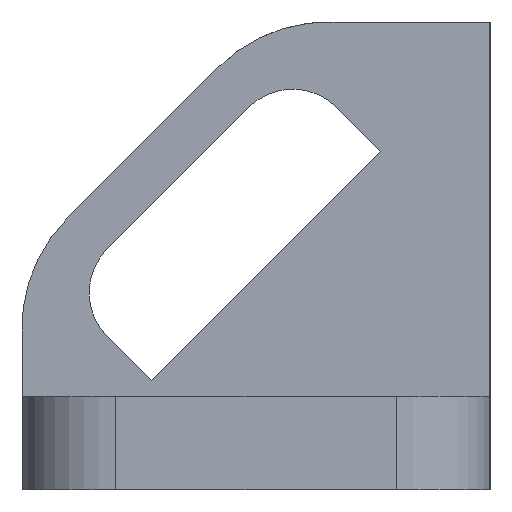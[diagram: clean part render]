
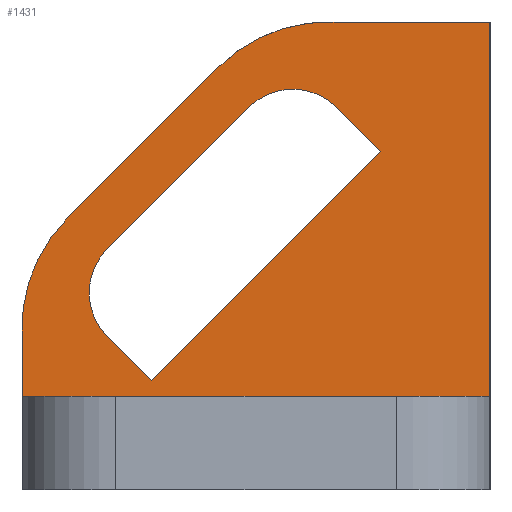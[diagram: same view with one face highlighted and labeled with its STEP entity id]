
A CAD part, left-side view. The second image highlights one B-rep face of the part: STEP entity #1431.
In plain terms, the highlighted planar face has unit normal (-1, 0, 0).
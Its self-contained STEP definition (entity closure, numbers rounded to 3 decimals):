
#17=FACE_BOUND('',#188,.T.);
#51=PLANE('',#1557);
#115=FACE_OUTER_BOUND('',#187,.T.);
#187=EDGE_LOOP('',(#1220,#1221,#1222,#1223,#1224,#1225,#1226,#1227));
#188=EDGE_LOOP('',(#1228,#1229,#1230,#1231,#1232,#1233));
#218=LINE('',#2015,#378);
#249=LINE('',#2082,#409);
#302=LINE('',#2211,#462);
#315=LINE('',#2252,#475);
#323=LINE('',#2271,#483);
#331=LINE('',#2291,#491);
#343=LINE('',#2333,#503);
#346=LINE('',#2343,#506);
#347=LINE('',#2344,#507);
#348=LINE('',#2345,#508);
#378=VECTOR('',#1604,10.);
#409=VECTOR('',#1643,10.);
#462=VECTOR('',#1772,10.);
#475=VECTOR('',#1809,10.);
#483=VECTOR('',#1829,10.);
#491=VECTOR('',#1851,10.);
#503=VECTOR('',#1897,10.);
#506=VECTOR('',#1910,10.);
#507=VECTOR('',#1911,10.);
#508=VECTOR('',#1912,10.);
#558=CIRCLE('',#1531,2.);
#559=CIRCLE('',#1533,2.);
#570=CIRCLE('',#1551,5.);
#572=CIRCLE('',#1556,5.);
#591=VERTEX_POINT('',#2012);
#592=VERTEX_POINT('',#2014);
#623=VERTEX_POINT('',#2079);
#624=VERTEX_POINT('',#2081);
#661=VERTEX_POINT('',#2208);
#662=VERTEX_POINT('',#2210);
#678=VERTEX_POINT('',#2251);
#683=VERTEX_POINT('',#2270);
#686=VERTEX_POINT('',#2281);
#687=VERTEX_POINT('',#2285);
#698=VERTEX_POINT('',#2323);
#699=VERTEX_POINT('',#2325);
#701=VERTEX_POINT('',#2331);
#703=VERTEX_POINT('',#2339);
#728=EDGE_CURVE('',#591,#592,#218,.T.);
#761=EDGE_CURVE('',#624,#623,#249,.T.);
#827=EDGE_CURVE('',#662,#661,#302,.T.);
#847=EDGE_CURVE('',#678,#661,#315,.T.);
#857=EDGE_CURVE('',#662,#683,#323,.T.);
#864=EDGE_CURVE('',#624,#686,#558,.T.);
#866=EDGE_CURVE('',#687,#591,#559,.T.);
#869=EDGE_CURVE('',#687,#686,#331,.T.);
#887=EDGE_CURVE('',#698,#699,#570,.T.);
#891=EDGE_CURVE('',#701,#698,#343,.T.);
#894=EDGE_CURVE('',#703,#701,#572,.T.);
#896=EDGE_CURVE('',#699,#678,#346,.T.);
#897=EDGE_CURVE('',#703,#683,#347,.T.);
#898=EDGE_CURVE('',#623,#592,#348,.T.);
#1220=ORIENTED_EDGE('',*,*,#857,.F.);
#1221=ORIENTED_EDGE('',*,*,#827,.T.);
#1222=ORIENTED_EDGE('',*,*,#847,.F.);
#1223=ORIENTED_EDGE('',*,*,#896,.F.);
#1224=ORIENTED_EDGE('',*,*,#887,.F.);
#1225=ORIENTED_EDGE('',*,*,#891,.F.);
#1226=ORIENTED_EDGE('',*,*,#894,.F.);
#1227=ORIENTED_EDGE('',*,*,#897,.T.);
#1228=ORIENTED_EDGE('',*,*,#866,.F.);
#1229=ORIENTED_EDGE('',*,*,#869,.T.);
#1230=ORIENTED_EDGE('',*,*,#864,.F.);
#1231=ORIENTED_EDGE('',*,*,#761,.T.);
#1232=ORIENTED_EDGE('',*,*,#898,.T.);
#1233=ORIENTED_EDGE('',*,*,#728,.F.);
#1431=ADVANCED_FACE('',(#115,#17),#51,.T.);
#1531=AXIS2_PLACEMENT_3D('',#2282,#1839,#1840);
#1533=AXIS2_PLACEMENT_3D('',#2286,#1844,#1845);
#1551=AXIS2_PLACEMENT_3D('',#2326,#1890,#1891);
#1556=AXIS2_PLACEMENT_3D('',#2340,#1905,#1906);
#1557=AXIS2_PLACEMENT_3D('',#2342,#1908,#1909);
#1604=DIRECTION('',(0.,-0.707,-0.707));
#1643=DIRECTION('',(0.,-0.707,-0.707));
#1772=DIRECTION('',(0.,-1.,0.));
#1809=DIRECTION('',(0.,0.,-1.));
#1829=DIRECTION('',(0.,0.,1.));
#1839=DIRECTION('center_axis',(-1.,0.,0.));
#1840=DIRECTION('ref_axis',(0.,0.,1.));
#1844=DIRECTION('center_axis',(-1.,0.,0.));
#1845=DIRECTION('ref_axis',(0.,1.,0.));
#1851=DIRECTION('',(0.,-0.707,0.707));
#1890=DIRECTION('center_axis',(1.,0.,0.));
#1891=DIRECTION('ref_axis',(0.,-0.038,0.999));
#1897=DIRECTION('',(0.,-0.707,0.707));
#1905=DIRECTION('center_axis',(1.,0.,0.));
#1906=DIRECTION('ref_axis',(0.,0.999,-0.038));
#1908=DIRECTION('center_axis',(-1.,0.,0.));
#1909=DIRECTION('ref_axis',(0.,-1.,0.));
#1910=DIRECTION('',(0.,-1.,0.));
#1911=DIRECTION('',(0.,-0.707,0.707));
#1912=DIRECTION('',(0.,0.707,-0.707));
#2012=CARTESIAN_POINT('',(60.,62.263,4.909));
#2014=CARTESIAN_POINT('',(60.,60.849,3.495));
#2015=CARTESIAN_POINT('',(60.,63.677,6.323));
#2079=CARTESIAN_POINT('',(60.,53.495,10.849));
#2081=CARTESIAN_POINT('',(60.,54.909,12.263));
#2082=CARTESIAN_POINT('',(60.,56.323,13.677));
#2208=CARTESIAN_POINT('',(60.,50.,3.));
#2210=CARTESIAN_POINT('',(60.,65.,3.));
#2211=CARTESIAN_POINT('',(60.,61.25,3.));
#2251=CARTESIAN_POINT('',(60.,50.,15.));
#2252=CARTESIAN_POINT('',(60.,50.,2.5));
#2270=CARTESIAN_POINT('',(60.,65.,5.));
#2271=CARTESIAN_POINT('',(60.,65.,2.5));
#2281=CARTESIAN_POINT('',(60.,57.737,12.263));
#2282=CARTESIAN_POINT('Origin',(60.,56.323,10.849));
#2285=CARTESIAN_POINT('',(60.,62.263,7.737));
#2286=CARTESIAN_POINT('Origin',(60.,60.849,6.323));
#2291=CARTESIAN_POINT('',(60.,65.002,4.998));
#2323=CARTESIAN_POINT('',(60.,58.724,13.539));
#2325=CARTESIAN_POINT('',(60.,55.,15.));
#2326=CARTESIAN_POINT('Origin',(60.,55.188,10.004));
#2331=CARTESIAN_POINT('',(60.,63.541,8.722));
#2333=CARTESIAN_POINT('',(60.,66.133,6.129));
#2339=CARTESIAN_POINT('',(60.,65.002,4.998));
#2340=CARTESIAN_POINT('Origin',(60.,60.006,5.186));
#2342=CARTESIAN_POINT('Origin',(60.,65.,5.));
#2343=CARTESIAN_POINT('',(60.,50.,15.));
#2344=CARTESIAN_POINT('',(60.,65.002,4.998));
#2345=CARTESIAN_POINT('',(60.,53.495,10.849));
